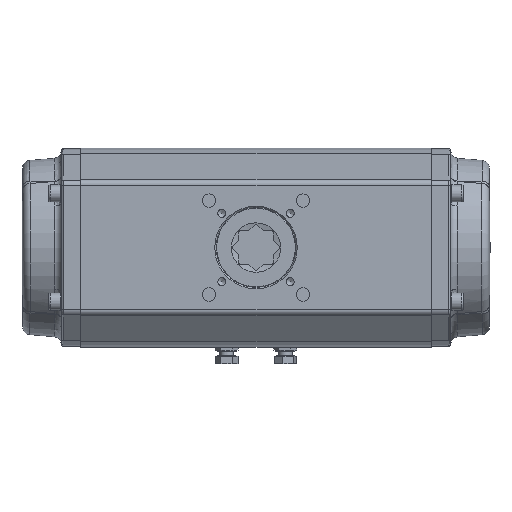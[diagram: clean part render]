
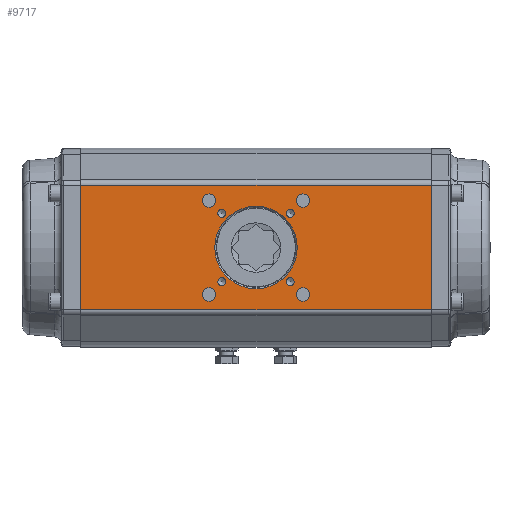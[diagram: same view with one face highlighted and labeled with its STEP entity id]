
A CAD part, front view. The second image highlights one B-rep face of the part: STEP entity #9717.
In plain terms, the highlighted planar face has unit normal (0, -1, 0).
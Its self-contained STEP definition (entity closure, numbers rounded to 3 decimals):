
#695=LINE('',#19313,#1305);
#703=LINE('',#19348,#1313);
#712=LINE('',#19396,#1322);
#713=LINE('',#19397,#1323);
#1305=VECTOR('',#13673,1000.);
#1313=VECTOR('',#13703,1000.);
#1322=VECTOR('',#13744,1000.);
#1323=VECTOR('',#13745,1000.);
#1733=PLANE('',#11136);
#4217=ORIENTED_EDGE('',*,*,#5887,.T.);
#4218=ORIENTED_EDGE('',*,*,#5929,.T.);
#4219=ORIENTED_EDGE('',*,*,#5905,.F.);
#4220=ORIENTED_EDGE('',*,*,#5930,.T.);
#4221=ORIENTED_EDGE('',*,*,#5839,.F.);
#4222=ORIENTED_EDGE('',*,*,#5837,.F.);
#4223=ORIENTED_EDGE('',*,*,#5835,.F.);
#4224=ORIENTED_EDGE('',*,*,#5833,.F.);
#4225=ORIENTED_EDGE('',*,*,#5831,.F.);
#4226=ORIENTED_EDGE('',*,*,#5829,.F.);
#4227=ORIENTED_EDGE('',*,*,#5827,.F.);
#4228=ORIENTED_EDGE('',*,*,#5825,.F.);
#4229=ORIENTED_EDGE('',*,*,#5813,.T.);
#5813=EDGE_CURVE('',#6922,#6922,#7606,.T.);
#5825=EDGE_CURVE('',#6933,#6933,#7614,.T.);
#5827=EDGE_CURVE('',#6935,#6935,#7616,.T.);
#5829=EDGE_CURVE('',#6937,#6937,#7618,.T.);
#5831=EDGE_CURVE('',#6939,#6939,#7620,.T.);
#5833=EDGE_CURVE('',#6941,#6941,#7622,.T.);
#5835=EDGE_CURVE('',#6944,#6944,#7624,.T.);
#5837=EDGE_CURVE('',#6947,#6947,#7626,.T.);
#5839=EDGE_CURVE('',#6950,#6950,#7628,.T.);
#5887=EDGE_CURVE('',#7003,#7002,#695,.T.);
#5905=EDGE_CURVE('',#7019,#7020,#703,.T.);
#5929=EDGE_CURVE('',#7002,#7020,#712,.T.);
#5930=EDGE_CURVE('',#7019,#7003,#713,.T.);
#6922=VERTEX_POINT('',#18934);
#6933=VERTEX_POINT('',#18992);
#6935=VERTEX_POINT('',#18997);
#6937=VERTEX_POINT('',#19002);
#6939=VERTEX_POINT('',#19007);
#6941=VERTEX_POINT('',#19012);
#6944=VERTEX_POINT('',#19019);
#6947=VERTEX_POINT('',#19026);
#6950=VERTEX_POINT('',#19033);
#7002=VERTEX_POINT('',#19312);
#7003=VERTEX_POINT('',#19314);
#7019=VERTEX_POINT('',#19349);
#7020=VERTEX_POINT('',#19350);
#7606=CIRCLE('',#11036,43.5);
#7614=CIRCLE('',#11053,7.);
#7616=CIRCLE('',#11056,7.);
#7618=CIRCLE('',#11059,7.);
#7620=CIRCLE('',#11062,7.);
#7622=CIRCLE('',#11065,4.25);
#7624=CIRCLE('',#11069,4.25);
#7626=CIRCLE('',#11073,4.25);
#7628=CIRCLE('',#11077,4.25);
#8315=EDGE_LOOP('',(#4217,#4218,#4219,#4220));
#8316=EDGE_LOOP('',(#4221));
#8317=EDGE_LOOP('',(#4222));
#8318=EDGE_LOOP('',(#4223));
#8319=EDGE_LOOP('',(#4224));
#8320=EDGE_LOOP('',(#4225));
#8321=EDGE_LOOP('',(#4226));
#8322=EDGE_LOOP('',(#4227));
#8323=EDGE_LOOP('',(#4228));
#8324=EDGE_LOOP('',(#4229));
#9041=FACE_BOUND('',#8315,.T.);
#9042=FACE_BOUND('',#8316,.T.);
#9043=FACE_BOUND('',#8317,.T.);
#9044=FACE_BOUND('',#8318,.T.);
#9045=FACE_BOUND('',#8319,.T.);
#9046=FACE_BOUND('',#8320,.T.);
#9047=FACE_BOUND('',#8321,.T.);
#9048=FACE_BOUND('',#8322,.T.);
#9049=FACE_BOUND('',#8323,.T.);
#9050=FACE_BOUND('',#8324,.T.);
#9717=ADVANCED_FACE('',(#9041,#9042,#9043,#9044,#9045,#9046,#9047,#9048,
#9049,#9050),#1733,.F.);
#11036=AXIS2_PLACEMENT_3D('',#18933,#13504,#13505);
#11053=AXIS2_PLACEMENT_3D('',#18991,#13538,#13539);
#11056=AXIS2_PLACEMENT_3D('',#18996,#13544,#13545);
#11059=AXIS2_PLACEMENT_3D('',#19001,#13550,#13551);
#11062=AXIS2_PLACEMENT_3D('',#19006,#13556,#13557);
#11065=AXIS2_PLACEMENT_3D('',#19011,#13562,#13563);
#11069=AXIS2_PLACEMENT_3D('',#19018,#13570,#13571);
#11073=AXIS2_PLACEMENT_3D('',#19025,#13578,#13579);
#11077=AXIS2_PLACEMENT_3D('',#19032,#13586,#13587);
#11136=AXIS2_PLACEMENT_3D('',#19395,#13742,#13743);
#13504=DIRECTION('',(0.,1.,0.));
#13505=DIRECTION('',(0.,0.,1.));
#13538=DIRECTION('',(0.,-1.,0.));
#13539=DIRECTION('',(0.,0.,-1.));
#13544=DIRECTION('',(0.,-1.,0.));
#13545=DIRECTION('',(0.,0.,-1.));
#13550=DIRECTION('',(0.,-1.,0.));
#13551=DIRECTION('',(0.,0.,-1.));
#13556=DIRECTION('',(0.,-1.,0.));
#13557=DIRECTION('',(0.,0.,-1.));
#13562=DIRECTION('',(0.,-1.,0.));
#13563=DIRECTION('',(0.,0.,-1.));
#13570=DIRECTION('',(0.,-1.,0.));
#13571=DIRECTION('',(0.,0.,-1.));
#13578=DIRECTION('',(0.,-1.,0.));
#13579=DIRECTION('',(0.,0.,-1.));
#13586=DIRECTION('',(0.,-1.,0.));
#13587=DIRECTION('',(0.,0.,-1.));
#13673=DIRECTION('',(0.,0.,-1.));
#13703=DIRECTION('',(0.,0.,-1.));
#13742=DIRECTION('',(0.,1.,0.));
#13743=DIRECTION('',(0.,0.,1.));
#13744=DIRECTION('',(1.,0.,0.));
#13745=DIRECTION('',(-1.,0.,0.));
#18933=CARTESIAN_POINT('',(-47.511,-100.282,345.));
#18934=CARTESIAN_POINT('',(-47.511,-100.282,388.5));
#18991=CARTESIAN_POINT('',(-97.009,-100.282,394.497));
#18992=CARTESIAN_POINT('',(-97.009,-100.282,387.497));
#18996=CARTESIAN_POINT('',(1.986,-100.282,394.497));
#18997=CARTESIAN_POINT('',(1.986,-100.282,387.497));
#19001=CARTESIAN_POINT('',(1.986,-100.282,295.503));
#19002=CARTESIAN_POINT('',(1.986,-100.282,288.503));
#19006=CARTESIAN_POINT('',(-97.009,-100.282,295.503));
#19007=CARTESIAN_POINT('',(-97.009,-100.282,288.503));
#19011=CARTESIAN_POINT('',(-83.574,-100.282,381.062));
#19012=CARTESIAN_POINT('',(-83.574,-100.282,376.812));
#19018=CARTESIAN_POINT('',(-11.449,-100.282,381.062));
#19019=CARTESIAN_POINT('',(-11.449,-100.282,376.812));
#19025=CARTESIAN_POINT('',(-11.449,-100.282,308.938));
#19026=CARTESIAN_POINT('',(-11.449,-100.282,304.688));
#19032=CARTESIAN_POINT('',(-83.574,-100.282,308.938));
#19033=CARTESIAN_POINT('',(-83.574,-100.282,304.688));
#19312=CARTESIAN_POINT('',(-232.511,-100.282,279.225));
#19313=CARTESIAN_POINT('',(-232.511,-100.282,436.));
#19314=CARTESIAN_POINT('',(-232.511,-100.282,410.775));
#19348=CARTESIAN_POINT('',(137.489,-100.282,436.));
#19349=CARTESIAN_POINT('',(137.489,-100.282,410.775));
#19350=CARTESIAN_POINT('',(137.489,-100.282,279.225));
#19395=CARTESIAN_POINT('',(137.489,-100.282,436.));
#19396=CARTESIAN_POINT('',(137.489,-100.282,279.225));
#19397=CARTESIAN_POINT('',(137.489,-100.282,410.775));
